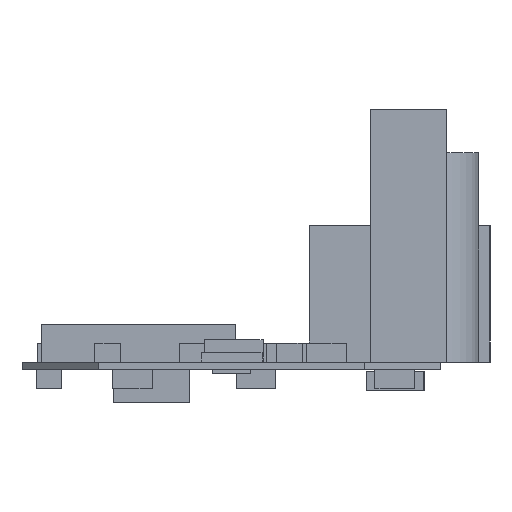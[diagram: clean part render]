
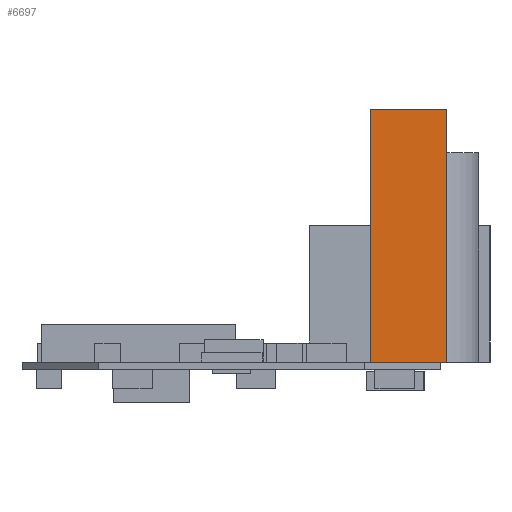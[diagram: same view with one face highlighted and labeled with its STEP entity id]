
A CAD part, left-side view. The second image highlights one B-rep face of the part: STEP entity #6697.
In plain terms, the highlighted planar face has unit normal (-1, 0, 0).
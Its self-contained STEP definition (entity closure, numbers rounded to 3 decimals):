
#6434 = EDGE_CURVE('',#6435,#6437,#6439,.T.);
#6435 = VERTEX_POINT('',#6436);
#6436 = CARTESIAN_POINT('',(-5.,2.,0.));
#6437 = VERTEX_POINT('',#6438);
#6438 = CARTESIAN_POINT('',(-5.,2.,13.3));
#6439 = SURFACE_CURVE('',#6440,(#6444,#6456),.PCURVE_S1.);
#6440 = LINE('',#6441,#6442);
#6441 = CARTESIAN_POINT('',(-5.,2.,0.));
#6442 = VECTOR('',#6443,1.);
#6443 = DIRECTION('',(0.,0.,1.));
#6444 = PCURVE('',#6445,#6450);
#6445 = PLANE('',#6446);
#6446 = AXIS2_PLACEMENT_3D('',#6447,#6448,#6449);
#6447 = CARTESIAN_POINT('',(-5.,2.,0.));
#6448 = DIRECTION('',(0.,1.,0.));
#6449 = DIRECTION('',(1.,0.,0.));
#6450 = DEFINITIONAL_REPRESENTATION('',(#6451),#6455);
#6451 = LINE('',#6452,#6453);
#6452 = CARTESIAN_POINT('',(0.,0.));
#6453 = VECTOR('',#6454,1.);
#6454 = DIRECTION('',(0.,-1.));
#6455 = ( GEOMETRIC_REPRESENTATION_CONTEXT(2) 
PARAMETRIC_REPRESENTATION_CONTEXT() REPRESENTATION_CONTEXT('2D SPACE',''
  ) );
#6456 = PCURVE('',#6457,#6462);
#6457 = PLANE('',#6458);
#6458 = AXIS2_PLACEMENT_3D('',#6459,#6460,#6461);
#6459 = CARTESIAN_POINT('',(-5.,-2.,0.));
#6460 = DIRECTION('',(-1.,0.,0.));
#6461 = DIRECTION('',(0.,1.,0.));
#6462 = DEFINITIONAL_REPRESENTATION('',(#6463),#6467);
#6463 = LINE('',#6464,#6465);
#6464 = CARTESIAN_POINT('',(4.,0.));
#6465 = VECTOR('',#6466,1.);
#6466 = DIRECTION('',(0.,-1.));
#6467 = ( GEOMETRIC_REPRESENTATION_CONTEXT(2) 
PARAMETRIC_REPRESENTATION_CONTEXT() REPRESENTATION_CONTEXT('2D SPACE',''
  ) );
#6485 = PLANE('',#6486);
#6486 = AXIS2_PLACEMENT_3D('',#6487,#6488,#6489);
#6487 = CARTESIAN_POINT('',(-5.,2.,13.3));
#6488 = DIRECTION('',(0.,0.,1.));
#6489 = DIRECTION('',(1.,0.,0.));
#6539 = PLANE('',#6540);
#6540 = AXIS2_PLACEMENT_3D('',#6541,#6542,#6543);
#6541 = CARTESIAN_POINT('',(-5.,2.,0.));
#6542 = DIRECTION('',(0.,0.,1.));
#6543 = DIRECTION('',(1.,0.,0.));
#6594 = PLANE('',#6595);
#6595 = AXIS2_PLACEMENT_3D('',#6596,#6597,#6598);
#6596 = CARTESIAN_POINT('',(5.,-2.,0.));
#6597 = DIRECTION('',(0.,-1.,0.));
#6598 = DIRECTION('',(-1.,0.,0.));
#6632 = VERTEX_POINT('',#6633);
#6633 = CARTESIAN_POINT('',(-5.,-2.,13.3));
#6654 = EDGE_CURVE('',#6655,#6632,#6657,.T.);
#6655 = VERTEX_POINT('',#6656);
#6656 = CARTESIAN_POINT('',(-5.,-2.,0.));
#6657 = SURFACE_CURVE('',#6658,(#6662,#6669),.PCURVE_S1.);
#6658 = LINE('',#6659,#6660);
#6659 = CARTESIAN_POINT('',(-5.,-2.,0.));
#6660 = VECTOR('',#6661,1.);
#6661 = DIRECTION('',(0.,0.,1.));
#6662 = PCURVE('',#6594,#6663);
#6663 = DEFINITIONAL_REPRESENTATION('',(#6664),#6668);
#6664 = LINE('',#6665,#6666);
#6665 = CARTESIAN_POINT('',(10.,0.));
#6666 = VECTOR('',#6667,1.);
#6667 = DIRECTION('',(0.,-1.));
#6668 = ( GEOMETRIC_REPRESENTATION_CONTEXT(2) 
PARAMETRIC_REPRESENTATION_CONTEXT() REPRESENTATION_CONTEXT('2D SPACE',''
  ) );
#6669 = PCURVE('',#6457,#6670);
#6670 = DEFINITIONAL_REPRESENTATION('',(#6671),#6675);
#6671 = LINE('',#6672,#6673);
#6672 = CARTESIAN_POINT('',(0.,0.));
#6673 = VECTOR('',#6674,1.);
#6674 = DIRECTION('',(0.,-1.));
#6675 = ( GEOMETRIC_REPRESENTATION_CONTEXT(2) 
PARAMETRIC_REPRESENTATION_CONTEXT() REPRESENTATION_CONTEXT('2D SPACE',''
  ) );
#6697 = ADVANCED_FACE('',(#6698),#6457,.T.);
#6698 = FACE_BOUND('',#6699,.T.);
#6699 = EDGE_LOOP('',(#6700,#6701,#6722,#6723));
#6700 = ORIENTED_EDGE('',*,*,#6654,.T.);
#6701 = ORIENTED_EDGE('',*,*,#6702,.T.);
#6702 = EDGE_CURVE('',#6632,#6437,#6703,.T.);
#6703 = SURFACE_CURVE('',#6704,(#6708,#6715),.PCURVE_S1.);
#6704 = LINE('',#6705,#6706);
#6705 = CARTESIAN_POINT('',(-5.,-2.,13.3));
#6706 = VECTOR('',#6707,1.);
#6707 = DIRECTION('',(0.,1.,0.));
#6708 = PCURVE('',#6457,#6709);
#6709 = DEFINITIONAL_REPRESENTATION('',(#6710),#6714);
#6710 = LINE('',#6711,#6712);
#6711 = CARTESIAN_POINT('',(0.,-13.3));
#6712 = VECTOR('',#6713,1.);
#6713 = DIRECTION('',(1.,0.));
#6714 = ( GEOMETRIC_REPRESENTATION_CONTEXT(2) 
PARAMETRIC_REPRESENTATION_CONTEXT() REPRESENTATION_CONTEXT('2D SPACE',''
  ) );
#6715 = PCURVE('',#6485,#6716);
#6716 = DEFINITIONAL_REPRESENTATION('',(#6717),#6721);
#6717 = LINE('',#6718,#6719);
#6718 = CARTESIAN_POINT('',(0.,-4.));
#6719 = VECTOR('',#6720,1.);
#6720 = DIRECTION('',(0.,1.));
#6721 = ( GEOMETRIC_REPRESENTATION_CONTEXT(2) 
PARAMETRIC_REPRESENTATION_CONTEXT() REPRESENTATION_CONTEXT('2D SPACE',''
  ) );
#6722 = ORIENTED_EDGE('',*,*,#6434,.F.);
#6723 = ORIENTED_EDGE('',*,*,#6724,.F.);
#6724 = EDGE_CURVE('',#6655,#6435,#6725,.T.);
#6725 = SURFACE_CURVE('',#6726,(#6730,#6737),.PCURVE_S1.);
#6726 = LINE('',#6727,#6728);
#6727 = CARTESIAN_POINT('',(-5.,-2.,0.));
#6728 = VECTOR('',#6729,1.);
#6729 = DIRECTION('',(0.,1.,0.));
#6730 = PCURVE('',#6457,#6731);
#6731 = DEFINITIONAL_REPRESENTATION('',(#6732),#6736);
#6732 = LINE('',#6733,#6734);
#6733 = CARTESIAN_POINT('',(0.,0.));
#6734 = VECTOR('',#6735,1.);
#6735 = DIRECTION('',(1.,0.));
#6736 = ( GEOMETRIC_REPRESENTATION_CONTEXT(2) 
PARAMETRIC_REPRESENTATION_CONTEXT() REPRESENTATION_CONTEXT('2D SPACE',''
  ) );
#6737 = PCURVE('',#6539,#6738);
#6738 = DEFINITIONAL_REPRESENTATION('',(#6739),#6743);
#6739 = LINE('',#6740,#6741);
#6740 = CARTESIAN_POINT('',(0.,-4.));
#6741 = VECTOR('',#6742,1.);
#6742 = DIRECTION('',(0.,1.));
#6743 = ( GEOMETRIC_REPRESENTATION_CONTEXT(2) 
PARAMETRIC_REPRESENTATION_CONTEXT() REPRESENTATION_CONTEXT('2D SPACE',''
  ) );
